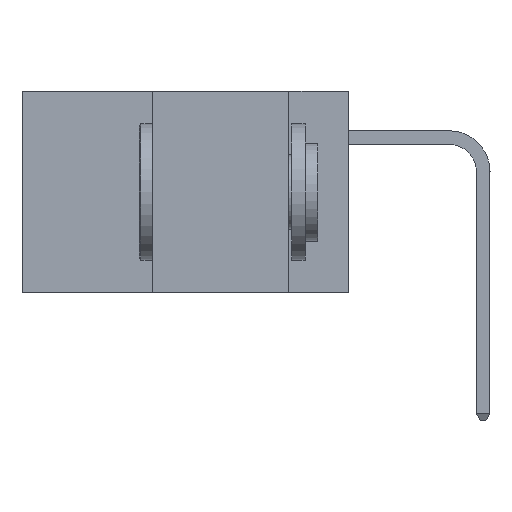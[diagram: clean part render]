
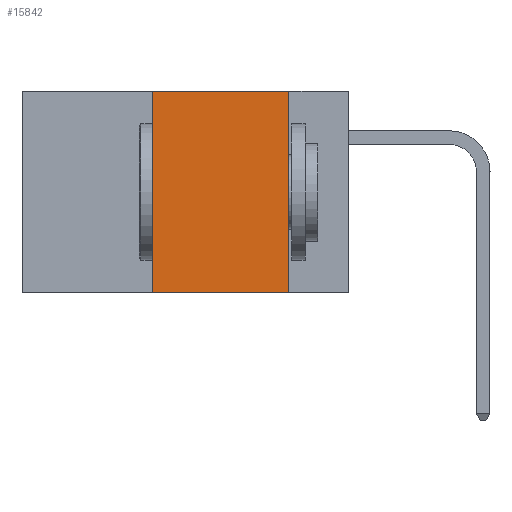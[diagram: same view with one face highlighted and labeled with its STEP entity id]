
A CAD part, left-side view. The second image highlights one B-rep face of the part: STEP entity #15842.
In plain terms, the highlighted planar face has unit normal (-1, 0, 0).
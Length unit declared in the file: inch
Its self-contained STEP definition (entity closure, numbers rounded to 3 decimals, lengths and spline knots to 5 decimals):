
#680 = EDGE_CURVE ( 'NONE', #11087, #26977, #8150, .T. ) ;
#1139 = CARTESIAN_POINT ( 'NONE',  ( 0., 0.6, -0.37 ) ) ;
#2737 = CARTESIAN_POINT ( 'NONE',  ( 0., 0.11, 0. ) ) ;
#4741 = CARTESIAN_POINT ( 'NONE',  ( 0., 0.6, 0. ) ) ;
#5598 = ORIENTED_EDGE ( 'NONE', *, *, #22928, .F. ) ;
#6008 = PLANE ( 'NONE',  #44804 ) ;
#7909 = EDGE_CURVE ( 'NONE', #26977, #22446, #17602, .T. ) ;
#8150 = LINE ( 'NONE', #4741, #30062 ) ;
#8219 = EDGE_CURVE ( 'NONE', #13789, #22446, #40653, .T. ) ;
#9399 = VECTOR ( 'NONE', #42517, 39.37008 ) ;
#10597 = EDGE_LOOP ( 'NONE', ( #32343, #19693, #5598, #47590 ) ) ;
#11087 = VERTEX_POINT ( 'NONE', #25808 ) ;
#13789 = VERTEX_POINT ( 'NONE', #17501 ) ;
#15842 = ADVANCED_FACE ( 'NONE', ( #41950 ), #6008, .F. ) ;
#17501 = CARTESIAN_POINT ( 'NONE',  ( 0., 0.36, -0.37 ) ) ;
#17602 = LINE ( 'NONE', #2737, #46113 ) ;
#18469 = DIRECTION ( 'NONE',  ( 0., 0., -1. ) ) ;
#19693 = ORIENTED_EDGE ( 'NONE', *, *, #680, .F. ) ;
#19959 = VECTOR ( 'NONE', #28465, 39.37008 ) ;
#21721 = DIRECTION ( 'NONE',  ( 1., 0., 0. ) ) ;
#22446 = VERTEX_POINT ( 'NONE', #31997 ) ;
#22928 = EDGE_CURVE ( 'NONE', #13789, #11087, #40456, .T. ) ;
#25808 = CARTESIAN_POINT ( 'NONE',  ( 0., 0.36, 0. ) ) ;
#26977 = VERTEX_POINT ( 'NONE', #44683 ) ;
#28465 = DIRECTION ( 'NONE',  ( 0., -1., 0. ) ) ;
#30062 = VECTOR ( 'NONE', #35760, 39.37008 ) ;
#31997 = CARTESIAN_POINT ( 'NONE',  ( 0., 0.11, -0.37 ) ) ;
#32343 = ORIENTED_EDGE ( 'NONE', *, *, #7909, .F. ) ;
#34680 = CARTESIAN_POINT ( 'NONE',  ( 0., 0.36, 0. ) ) ;
#35760 = DIRECTION ( 'NONE',  ( 0., -1., 0. ) ) ;
#37164 = CARTESIAN_POINT ( 'NONE',  ( 0., 0.6, 0. ) ) ;
#40456 = LINE ( 'NONE', #34680, #9399 ) ;
#40653 = LINE ( 'NONE', #1139, #19959 ) ;
#41950 = FACE_OUTER_BOUND ( 'NONE', #10597, .T. ) ;
#42517 = DIRECTION ( 'NONE',  ( 0., 0., 1. ) ) ;
#44683 = CARTESIAN_POINT ( 'NONE',  ( 0., 0.11, 0. ) ) ;
#44804 = AXIS2_PLACEMENT_3D ( 'NONE', #37164, #21721, #48814 ) ;
#46113 = VECTOR ( 'NONE', #18469, 39.37008 ) ;
#47590 = ORIENTED_EDGE ( 'NONE', *, *, #8219, .T. ) ;
#48814 = DIRECTION ( 'NONE',  ( 0., 0., -1. ) ) ;
